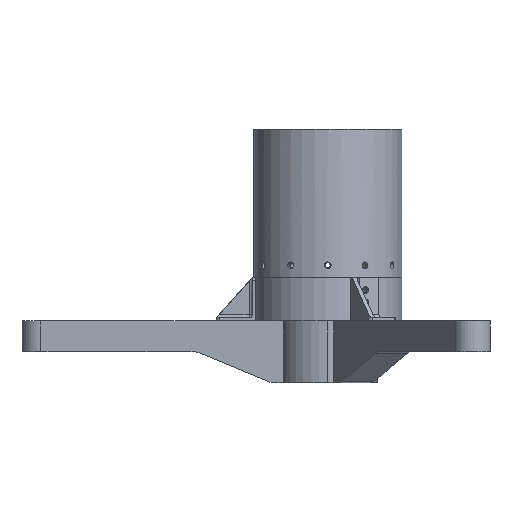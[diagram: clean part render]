
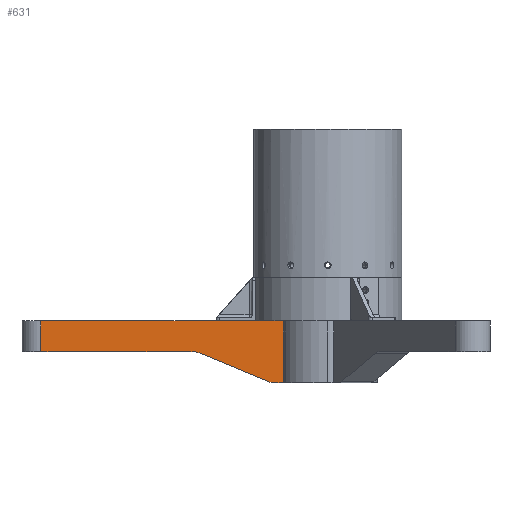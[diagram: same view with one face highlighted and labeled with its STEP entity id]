
A CAD part, left-side view. The second image highlights one B-rep face of the part: STEP entity #631.
In plain terms, the highlighted planar face has unit normal (-1, 0, 0).
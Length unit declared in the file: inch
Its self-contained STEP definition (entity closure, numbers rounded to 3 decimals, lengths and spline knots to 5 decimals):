
#430=FACE_OUTER_BOUND('',#2011,.T.);
#631=ADVANCED_FACE('',(#430),#759,.T.);
#759=PLANE('',#4631);
#952=LINE('',#9920,#1177);
#953=LINE('',#9924,#1178);
#957=LINE('',#9946,#1182);
#960=LINE('',#9964,#1185);
#963=LINE('',#9971,#1188);
#964=LINE('',#9975,#1189);
#968=LINE('',#9984,#1193);
#971=LINE('',#9990,#1196);
#1177=VECTOR('',#5601,1.);
#1178=VECTOR('',#5606,1.);
#1182=VECTOR('',#5624,1.);
#1185=VECTOR('',#5641,1.);
#1188=VECTOR('',#5648,1.);
#1189=VECTOR('',#5653,1.);
#1193=VECTOR('',#5659,1.);
#1196=VECTOR('',#5664,1.);
#2011=EDGE_LOOP('',(#2936,#2937,#2938,#2939,#2940,#2941,#2942,#2943,#2944,
#2945));
#2936=ORIENTED_EDGE('',*,*,#3926,.T.);
#2937=ORIENTED_EDGE('',*,*,#3948,.T.);
#2938=ORIENTED_EDGE('',*,*,#3914,.T.);
#2939=ORIENTED_EDGE('',*,*,#3939,.T.);
#2940=ORIENTED_EDGE('',*,*,#3916,.T.);
#2941=ORIENTED_EDGE('',*,*,#3949,.T.);
#2942=ORIENTED_EDGE('',*,*,#3941,.T.);
#2943=ORIENTED_EDGE('',*,*,#3950,.T.);
#2944=ORIENTED_EDGE('',*,*,#3945,.T.);
#2945=ORIENTED_EDGE('',*,*,#3935,.T.);
#3418=VERTEX_POINT('',#9919);
#3419=VERTEX_POINT('',#9921);
#3420=VERTEX_POINT('',#9925);
#3421=VERTEX_POINT('',#9926);
#3430=VERTEX_POINT('',#9945);
#3431=VERTEX_POINT('',#9947);
#3439=VERTEX_POINT('',#9965);
#3442=VERTEX_POINT('',#9976);
#3443=VERTEX_POINT('',#9977);
#3446=VERTEX_POINT('',#9985);
#3914=EDGE_CURVE('',#3419,#3418,#952,.T.);
#3916=EDGE_CURVE('',#3420,#3421,#953,.T.);
#3926=EDGE_CURVE('',#3431,#3430,#957,.T.);
#3935=EDGE_CURVE('',#3439,#3431,#960,.T.);
#3939=EDGE_CURVE('',#3418,#3420,#963,.T.);
#3941=EDGE_CURVE('',#3442,#3443,#964,.T.);
#3945=EDGE_CURVE('',#3446,#3439,#968,.T.);
#3948=EDGE_CURVE('',#3430,#3419,#971,.T.);
#3949=EDGE_CURVE('',#3421,#3442,#4219,.T.);
#3950=EDGE_CURVE('',#3443,#3446,#4220,.T.);
#4219=CIRCLE('',#4629,0.75);
#4220=CIRCLE('',#4630,0.75);
#4629=AXIS2_PLACEMENT_3D('',#9991,#5665,#5666);
#4630=AXIS2_PLACEMENT_3D('',#9992,#5667,#5668);
#4631=AXIS2_PLACEMENT_3D('',#9993,#5669,#5670);
#5601=DIRECTION('',(0.,-1.,0.));
#5606=DIRECTION('',(0.,-1.,0.));
#5624=DIRECTION('',(0.,1.,0.));
#5641=DIRECTION('',(0.,0.,1.));
#5648=DIRECTION('',(0.,-1.,0.));
#5653=DIRECTION('',(0.,-0.923,-0.385));
#5659=DIRECTION('',(0.,-1.,0.));
#5664=DIRECTION('',(0.,0.,-1.));
#5665=DIRECTION('',(1.,0.,0.));
#5666=DIRECTION('',(0.,0.,1.));
#5667=DIRECTION('',(-1.,0.,0.));
#5668=DIRECTION('',(0.,0.,1.));
#5669=DIRECTION('',(-1.,0.,0.));
#5670=DIRECTION('',(0.,0.,1.));
#9919=CARTESIAN_POINT('',(-0.75,11.02075,0.));
#9920=CARTESIAN_POINT('',(-0.75,12.375,0.));
#9921=CARTESIAN_POINT('',(-0.75,11.625,0.));
#9924=CARTESIAN_POINT('',(-0.75,12.375,0.));
#9925=CARTESIAN_POINT('',(-0.75,5.72925,0.));
#9926=CARTESIAN_POINT('',(-0.75,5.44844,0.));
#9945=CARTESIAN_POINT('',(-0.75,11.625,1.25));
#9946=CARTESIAN_POINT('',(-0.75,1.79844,1.25));
#9947=CARTESIAN_POINT('',(-0.75,1.79844,1.25));
#9964=CARTESIAN_POINT('',(-0.75,1.79844,0.));
#9965=CARTESIAN_POINT('',(-0.75,1.79844,-1.25));
#9971=CARTESIAN_POINT('',(-0.75,12.375,0.));
#9975=CARTESIAN_POINT('',(-0.75,5.29844,0.));
#9976=CARTESIAN_POINT('',(-0.75,5.15998,-0.05769));
#9977=CARTESIAN_POINT('',(-0.75,2.4369,-1.19231));
#9984=CARTESIAN_POINT('',(-0.75,2.29844,-1.25));
#9985=CARTESIAN_POINT('',(-0.75,2.14844,-1.25));
#9990=CARTESIAN_POINT('',(-0.75,11.625,0.));
#9991=CARTESIAN_POINT('',(-0.75,5.44844,-0.75));
#9992=CARTESIAN_POINT('',(-0.75,2.14844,-0.5));
#9993=CARTESIAN_POINT('',(-0.75,0.,0.));
